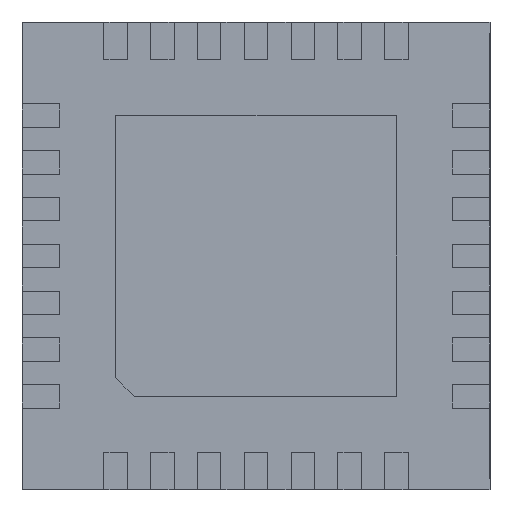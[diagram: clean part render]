
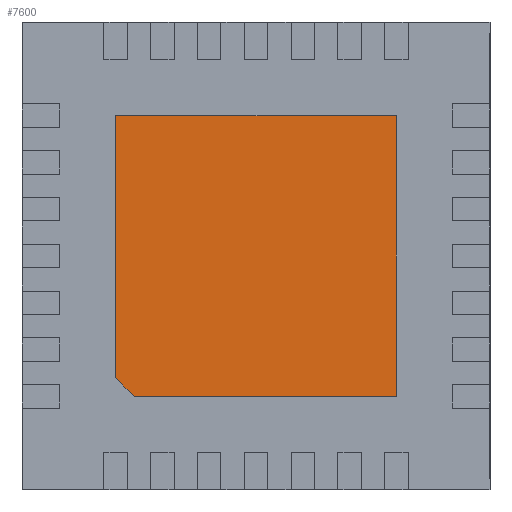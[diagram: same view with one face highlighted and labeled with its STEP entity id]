
A CAD part, front view. The second image highlights one B-rep face of the part: STEP entity #7600.
In plain terms, the highlighted planar face has unit normal (0, -1, 0).
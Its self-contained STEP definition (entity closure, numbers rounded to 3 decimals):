
#421 = CARTESIAN_POINT ( 'NONE',  ( 1.5, 0., 1.5 ) ) ;
#736 = VERTEX_POINT ( 'NONE', #2957 ) ;
#1122 = VECTOR ( 'NONE', #2403, 1000. ) ;
#1614 = VERTEX_POINT ( 'NONE', #6606 ) ;
#1659 = LINE ( 'NONE', #3880, #2179 ) ;
#1742 = EDGE_CURVE ( 'NONE', #736, #3745, #2025, .T. ) ;
#1976 = DIRECTION ( 'NONE',  ( 1., 0., 0. ) ) ;
#2025 = LINE ( 'NONE', #7519, #8974 ) ;
#2179 = VECTOR ( 'NONE', #4703, 1000. ) ;
#2327 = CARTESIAN_POINT ( 'NONE',  ( 0., 0., 0. ) ) ;
#2403 = DIRECTION ( 'NONE',  ( 0.707, 0., -0.707 ) ) ;
#2851 = CARTESIAN_POINT ( 'NONE',  ( 1.5, 0., 1.5 ) ) ;
#2957 = CARTESIAN_POINT ( 'NONE',  ( -1.5, 0., 1.5 ) ) ;
#2961 = FACE_OUTER_BOUND ( 'NONE', #7059, .T. ) ;
#3105 = VECTOR ( 'NONE', #1976, 1000. ) ;
#3116 = LINE ( 'NONE', #2851, #6081 ) ;
#3745 = VERTEX_POINT ( 'NONE', #8102 ) ;
#3880 = CARTESIAN_POINT ( 'NONE',  ( 1.5, 0., -1.5 ) ) ;
#3957 = EDGE_CURVE ( 'NONE', #5461, #736, #3116, .T. ) ;
#4567 = ORIENTED_EDGE ( 'NONE', *, *, #7312, .T. ) ;
#4703 = DIRECTION ( 'NONE',  ( 0., 0., 1. ) ) ;
#4844 = EDGE_CURVE ( 'NONE', #1614, #5461, #1659, .T. ) ;
#5117 = ORIENTED_EDGE ( 'NONE', *, *, #4844, .T. ) ;
#5309 = CARTESIAN_POINT ( 'NONE',  ( 1.5, 0., -1.5 ) ) ;
#5461 = VERTEX_POINT ( 'NONE', #421 ) ;
#5698 = PLANE ( 'NONE',  #7811 ) ;
#5783 = LINE ( 'NONE', #9772, #1122 ) ;
#6081 = VECTOR ( 'NONE', #6155, 1000. ) ;
#6155 = DIRECTION ( 'NONE',  ( -1., 0., 0. ) ) ;
#6373 = DIRECTION ( 'NONE',  ( 0., 0., -1. ) ) ;
#6488 = ORIENTED_EDGE ( 'NONE', *, *, #3957, .T. ) ;
#6595 = DIRECTION ( 'NONE',  ( 0., 0., -1. ) ) ;
#6606 = CARTESIAN_POINT ( 'NONE',  ( 1.5, 0., -1.5 ) ) ;
#7059 = EDGE_LOOP ( 'NONE', ( #10633, #9559, #4567, #5117, #6488 ) ) ;
#7312 = EDGE_CURVE ( 'NONE', #8562, #1614, #9026, .T. ) ;
#7519 = CARTESIAN_POINT ( 'NONE',  ( -1.5, 0., -1.3 ) ) ;
#7600 = ADVANCED_FACE ( 'NONE', ( #2961 ), #5698, .T. ) ;
#7811 = AXIS2_PLACEMENT_3D ( 'NONE', #2327, #8958, #6373 ) ;
#8102 = CARTESIAN_POINT ( 'NONE',  ( -1.5, 0., -1.3 ) ) ;
#8408 = CARTESIAN_POINT ( 'NONE',  ( -1.3, 0., -1.5 ) ) ;
#8562 = VERTEX_POINT ( 'NONE', #8408 ) ;
#8958 = DIRECTION ( 'NONE',  ( 0., -1., 0. ) ) ;
#8974 = VECTOR ( 'NONE', #6595, 1000. ) ;
#9026 = LINE ( 'NONE', #5309, #3105 ) ;
#9559 = ORIENTED_EDGE ( 'NONE', *, *, #10347, .T. ) ;
#9772 = CARTESIAN_POINT ( 'NONE',  ( -1.3, 0., -1.5 ) ) ;
#10347 = EDGE_CURVE ( 'NONE', #3745, #8562, #5783, .T. ) ;
#10633 = ORIENTED_EDGE ( 'NONE', *, *, #1742, .T. ) ;
